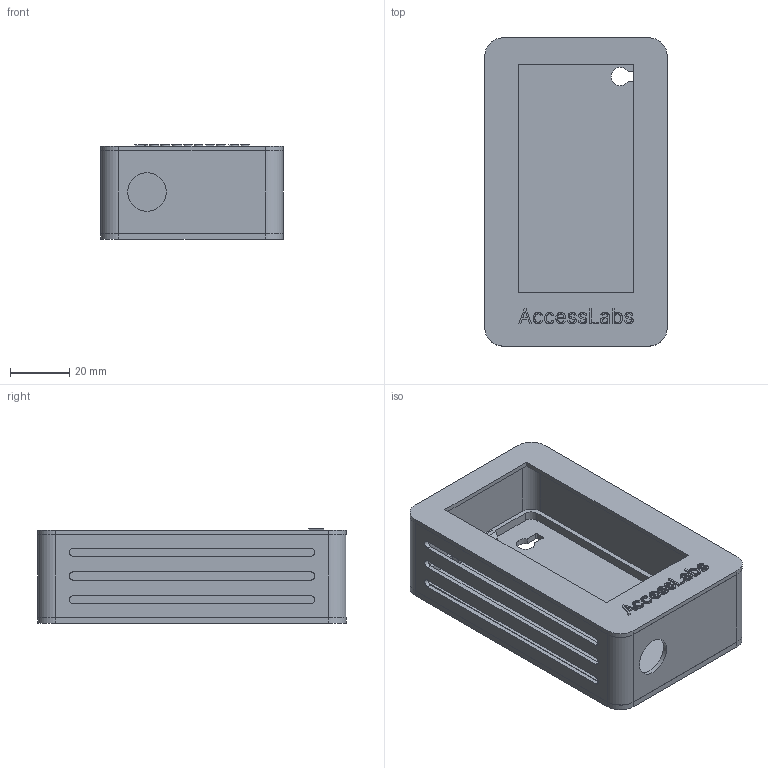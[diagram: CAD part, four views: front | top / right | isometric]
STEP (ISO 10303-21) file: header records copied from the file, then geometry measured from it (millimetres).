
FILE_DESCRIPTION(/* description */ ('HOOPS Exchange Step'),/* implementation_level */ '2;1');
FILE_NAME(/* name */ 'Incubator Electronics Box.step',/* time_stamp */ '2025-08-23T16:10:38+01:00',/* author */ (''),/* organization */ (''),/* preprocessor_version */ 'ST-DEVELOPER v20.1',/* originating_system */ 'Autodesk Translation Framework v14.10.0.0',/* authorisation */ '');
FILE_SCHEMA (('AUTOMOTIVE_DESIGN { 1 0 10303 214 3 1 1 }'));
Length unit declared in the file: millimetre
Products named in the file (6): 2025-08-20-10-46-51-718; 2025-08-20-10-46-51-719; 2025-08-20-10-46-51-720; 2025-08-20-10-46-51-721; 2025-08-20-10-46-51-722; 2025-08-20-10-46-51-723
Assembly tree (5 placements, depth 4):
  2025-08-20-10-46-51-718
    2025-08-20-10-46-51-719
      2025-08-20-10-46-51-720
        2025-08-20-10-46-51-721
        2025-08-20-10-46-51-722
        2025-08-20-10-46-51-723
Bounding box: 61.54 x 104.04 x 32 mm (x, y, z)
Volume: 32664.3 mm3; surface area: 42291.5 mm2
Topology: 3 solids, 3 shells, 270 faces, 726 edges, 478 vertices
Faces by surface type: plane 190, cylinder 52, bspline 28
Full cylindrical faces by diameter (mm): 13 x1
Entity records: 10055 total; most frequent: CARTESIAN_POINT 3175, ORIENTED_EDGE 1452, DIRECTION 1278, EDGE_CURVE 726, LINE 568, VECTOR 568, VERTEX_POINT 478, AXIS2_PLACEMENT_3D 355
